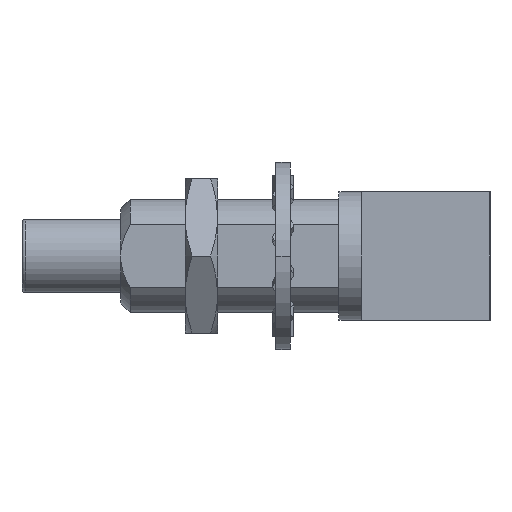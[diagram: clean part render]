
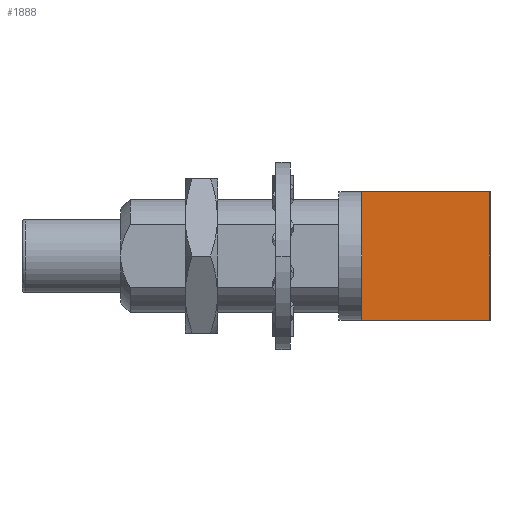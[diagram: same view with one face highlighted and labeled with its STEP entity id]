
A CAD part, left-side view. The second image highlights one B-rep face of the part: STEP entity #1888.
In plain terms, the highlighted face is planar.
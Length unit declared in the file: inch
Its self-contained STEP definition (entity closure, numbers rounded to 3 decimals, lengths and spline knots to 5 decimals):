
#27 = CARTESIAN_POINT ( 'NONE',  ( 0., 0.078, 0.078 ) ) ;
#65 = CARTESIAN_POINT ( 'NONE',  ( -0.078, 0.078, 0.078 ) ) ;
#316 = CARTESIAN_POINT ( 'NONE',  ( 0.078, 0.078, 0.078 ) ) ;
#468 = CARTESIAN_POINT ( 'NONE',  ( -0.078, 0.078, -0.078 ) ) ;
#608 = LINE ( 'NONE', #5198, #1482 ) ;
#765 = VECTOR ( 'NONE', #3924, 39.37008 ) ;
#904 = DIRECTION ( 'NONE',  ( 0., 0., -1. ) ) ;
#1196 = VERTEX_POINT ( 'NONE', #5531 ) ;
#1353 = LINE ( 'NONE', #316, #5641 ) ;
#1482 = VECTOR ( 'NONE', #2875, 39.37008 ) ;
#1600 = EDGE_CURVE ( 'NONE', #2659, #4699, #5421, .T. ) ;
#1888 = ADVANCED_FACE ( 'NONE', ( #3188 ), #4973, .F. ) ;
#2208 = ORIENTED_EDGE ( 'NONE', *, *, #3269, .T. ) ;
#2411 = AXIS2_PLACEMENT_3D ( 'NONE', #5917, #4666, #904 ) ;
#2416 = LINE ( 'NONE', #468, #5759 ) ;
#2656 = EDGE_CURVE ( 'NONE', #2929, #2659, #2416, .T. ) ;
#2659 = VERTEX_POINT ( 'NONE', #3275 ) ;
#2800 = CARTESIAN_POINT ( 'NONE',  ( -0.078, 0.078, 0.078 ) ) ;
#2875 = DIRECTION ( 'NONE',  ( 1., 0., 0. ) ) ;
#2929 = VERTEX_POINT ( 'NONE', #5454 ) ;
#3153 = CARTESIAN_POINT ( 'NONE',  ( -0.078, 0.078, 0.078 ) ) ;
#3188 = FACE_OUTER_BOUND ( 'NONE', #5801, .T. ) ;
#3269 = EDGE_CURVE ( 'NONE', #4628, #1196, #608, .T. ) ;
#3275 = CARTESIAN_POINT ( 'NONE',  ( -0.078, 0.078, -0.078 ) ) ;
#3851 = ORIENTED_EDGE ( 'NONE', *, *, #1600, .T. ) ;
#3924 = DIRECTION ( 'NONE',  ( 1., 0., 0. ) ) ;
#4032 = EDGE_CURVE ( 'NONE', #1196, #2929, #1353, .T. ) ;
#4223 = VECTOR ( 'NONE', #5480, 39.37008 ) ;
#4271 = ORIENTED_EDGE ( 'NONE', *, *, #4032, .T. ) ;
#4376 = EDGE_CURVE ( 'NONE', #4699, #4628, #4498, .T. ) ;
#4498 = LINE ( 'NONE', #2800, #765 ) ;
#4628 = VERTEX_POINT ( 'NONE', #27 ) ;
#4666 = DIRECTION ( 'NONE',  ( 0., -1., 0. ) ) ;
#4699 = VERTEX_POINT ( 'NONE', #65 ) ;
#4973 = PLANE ( 'NONE',  #2411 ) ;
#5131 = DIRECTION ( 'NONE',  ( -1., 0., 0. ) ) ;
#5198 = CARTESIAN_POINT ( 'NONE',  ( -0.078, 0.078, 0.078 ) ) ;
#5220 = ORIENTED_EDGE ( 'NONE', *, *, #2656, .T. ) ;
#5421 = LINE ( 'NONE', #3153, #4223 ) ;
#5454 = CARTESIAN_POINT ( 'NONE',  ( 0.078, 0.078, -0.078 ) ) ;
#5480 = DIRECTION ( 'NONE',  ( 0., 0., 1. ) ) ;
#5531 = CARTESIAN_POINT ( 'NONE',  ( 0.078, 0.078, 0.078 ) ) ;
#5641 = VECTOR ( 'NONE', #5880, 39.37008 ) ;
#5759 = VECTOR ( 'NONE', #5131, 39.37008 ) ;
#5801 = EDGE_LOOP ( 'NONE', ( #4271, #5220, #3851, #5853, #2208 ) ) ;
#5853 = ORIENTED_EDGE ( 'NONE', *, *, #4376, .T. ) ;
#5880 = DIRECTION ( 'NONE',  ( 0., 0., -1. ) ) ;
#5917 = CARTESIAN_POINT ( 'NONE',  ( 0., 0.078, 0. ) ) ;
